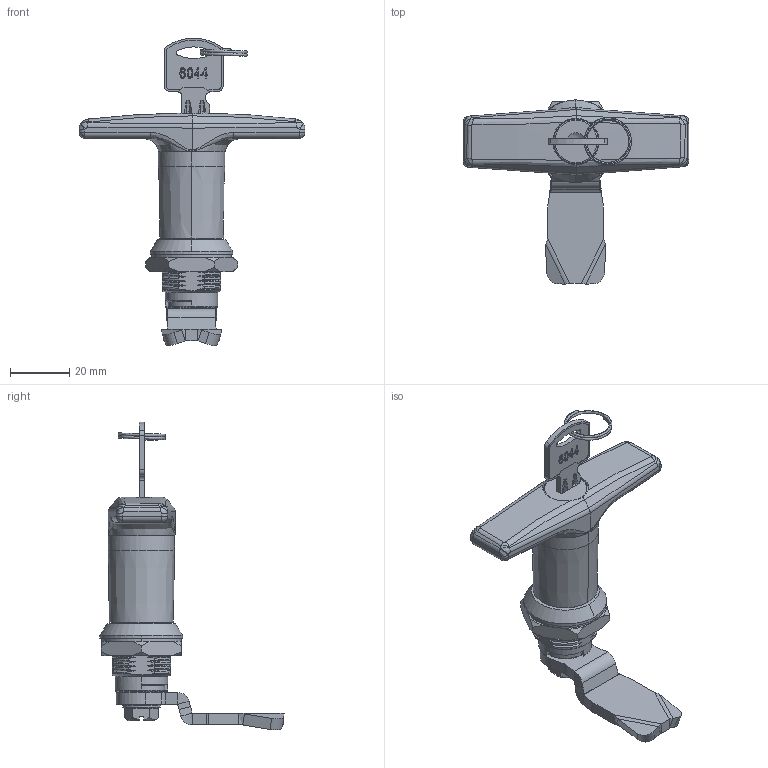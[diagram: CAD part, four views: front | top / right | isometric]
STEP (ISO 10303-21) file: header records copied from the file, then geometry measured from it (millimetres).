
FILE_DESCRIPTION (( 'STEP AP203' ), '1' );
FILE_NAME ('KM07.1.2.01.64.2.STEP', '2022-07-28T13:33:38', ( '' ), ( '' ), 'SwSTEP 2.0', 'SolidWorks 2021', '' );
FILE_SCHEMA (( 'CONFIG_CONTROL_DESIGN' ));
Length unit declared in the file: millimetre
Products named in the file (1): KM07.1.2.01.64.2
Bounding box: 76.49 x 62.31 x 104.14 mm (x, y, z)
Surface area: 15593.9 mm2 (no closed solid volume)
Topology: 0 solids, 32 shells, 527 faces, 1723 edges, 1182 vertices
Faces by surface type: plane 202, bspline 149, cylinder 127, cone 41, torus 8
Entity records: 27590 total; most frequent: CARTESIAN_POINT 14380, ORIENTED_EDGE 2871, DIRECTION 2091, EDGE_CURVE 1711, VERTEX_POINT 1182, LINE 793, VECTOR 793, AXIS2_PLACEMENT_3D 649
